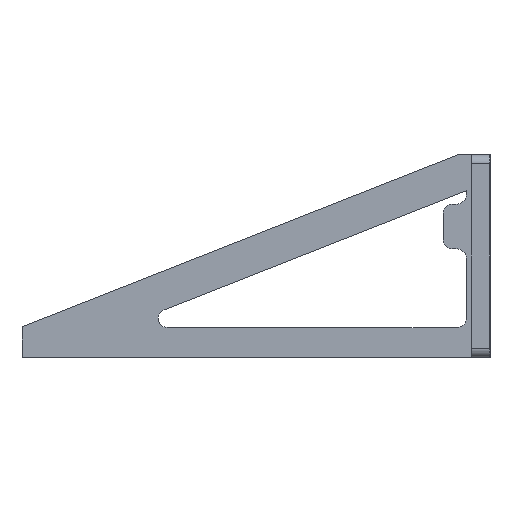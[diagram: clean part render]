
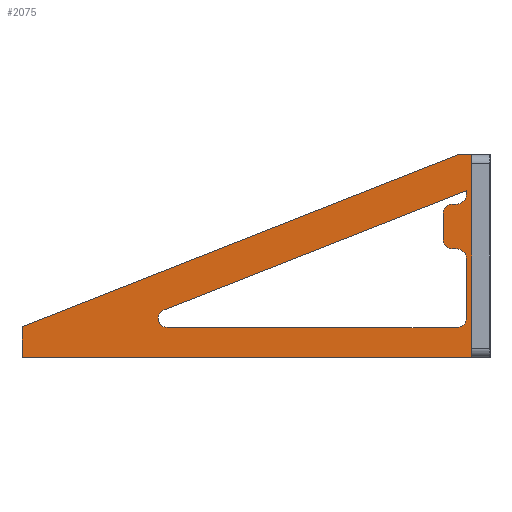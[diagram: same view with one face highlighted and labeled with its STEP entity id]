
A CAD part, left-side view. The second image highlights one B-rep face of the part: STEP entity #2075.
In plain terms, the highlighted planar face has unit normal (-1, 0, 0).
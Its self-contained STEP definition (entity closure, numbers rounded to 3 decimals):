
#1410=CARTESIAN_POINT('',(969.6,22.4,119.13));
#1411=VERTEX_POINT('',#1410);
#1452=CARTESIAN_POINT('',(969.6,-77.,119.13));
#1453=VERTEX_POINT('',#1452);
#1460=CARTESIAN_POINT('',(969.6,22.4,119.13));
#1461=DIRECTION('',(0.,-1.,0.));
#1462=VECTOR('',#1461,99.4);
#1463=LINE('',#1460,#1462);
#1464=EDGE_CURVE('',#1411,#1453,#1463,.T.);
#1572=CARTESIAN_POINT('',(969.6,22.4,125.864));
#1573=VERTEX_POINT('',#1572);
#1574=CARTESIAN_POINT('',(969.6,22.4,119.13));
#1575=DIRECTION('',(0.,0.,1.));
#1576=VECTOR('',#1575,6.734);
#1577=LINE('',#1574,#1576);
#1578=EDGE_CURVE('',#1411,#1573,#1577,.T.);
#1834=CARTESIAN_POINT('',(969.6,-73.013,163.53));
#1835=VERTEX_POINT('',#1834);
#1842=CARTESIAN_POINT('',(969.6,-77.,163.53));
#1843=VERTEX_POINT('',#1842);
#1844=CARTESIAN_POINT('',(969.6,-73.013,163.53));
#1845=DIRECTION('',(0.,-1.,0.));
#1846=VECTOR('',#1845,3.987);
#1847=LINE('',#1844,#1846);
#1848=EDGE_CURVE('',#1835,#1843,#1847,.T.);
#1941=CARTESIAN_POINT('',(969.6,33.,140.905));
#1942=DIRECTION('',(1.,0.,-0.));
#1943=DIRECTION('',(-0.,1.,0.));
#1944=AXIS2_PLACEMENT_3D('',#1941,#1942,#1943);
#1945=PLANE('',#1944);
#1946=CARTESIAN_POINT('',(969.6,-8.699,129.54));
#1947=VERTEX_POINT('',#1946);
#1948=CARTESIAN_POINT('',(969.6,-74.8,155.635));
#1949=VERTEX_POINT('',#1948);
#1950=CARTESIAN_POINT('',(969.6,-8.699,129.54));
#1951=DIRECTION('',(0.,-0.93,0.367));
#1952=VECTOR('',#1951,71.065);
#1953=LINE('',#1950,#1952);
#1954=EDGE_CURVE('',#1947,#1949,#1953,.T.);
#1955=ORIENTED_EDGE('',*,*,#1954,.T.);
#1956=CARTESIAN_POINT('',(969.6,-74.8,154.68));
#1957=VERTEX_POINT('',#1956);
#1958=CARTESIAN_POINT('',(969.6,-74.8,155.635));
#1959=DIRECTION('',(-0.,-0.,-1.));
#1960=VECTOR('',#1959,0.955);
#1961=LINE('',#1958,#1960);
#1962=EDGE_CURVE('',#1949,#1957,#1961,.T.);
#1963=ORIENTED_EDGE('',*,*,#1962,.T.);
#1964=CARTESIAN_POINT('',(969.6,-72.8,152.68));
#1965=VERTEX_POINT('',#1964);
#1966=CARTESIAN_POINT('',(969.6,-72.8,154.68));
#1967=DIRECTION('',(1.,0.,-0.));
#1968=DIRECTION('',(-0.,1.,0.));
#1969=AXIS2_PLACEMENT_3D('',#1966,#1967,#1968);
#1970=CIRCLE('',#1969,2.);
#1971=EDGE_CURVE('',#1957,#1965,#1970,.T.);
#1972=ORIENTED_EDGE('',*,*,#1971,.T.);
#1973=CARTESIAN_POINT('',(969.6,-71.8,152.68));
#1974=VERTEX_POINT('',#1973);
#1975=CARTESIAN_POINT('',(969.6,-72.8,152.68));
#1976=DIRECTION('',(-0.,1.,0.));
#1977=VECTOR('',#1976,1.);
#1978=LINE('',#1975,#1977);
#1979=EDGE_CURVE('',#1965,#1974,#1978,.T.);
#1980=ORIENTED_EDGE('',*,*,#1979,.T.);
#1981=CARTESIAN_POINT('',(969.6,-69.8,150.68));
#1982=VERTEX_POINT('',#1981);
#1983=CARTESIAN_POINT('',(969.6,-71.8,150.68));
#1984=DIRECTION('',(-1.,-0.,0.));
#1985=DIRECTION('',(-0.,1.,0.));
#1986=AXIS2_PLACEMENT_3D('',#1983,#1984,#1985);
#1987=CIRCLE('',#1986,2.);
#1988=EDGE_CURVE('',#1974,#1982,#1987,.T.);
#1989=ORIENTED_EDGE('',*,*,#1988,.T.);
#1990=CARTESIAN_POINT('',(969.6,-69.8,144.88));
#1991=VERTEX_POINT('',#1990);
#1992=CARTESIAN_POINT('',(969.6,-69.8,150.68));
#1993=DIRECTION('',(-0.,-0.,-1.));
#1994=VECTOR('',#1993,5.8);
#1995=LINE('',#1992,#1994);
#1996=EDGE_CURVE('',#1982,#1991,#1995,.T.);
#1997=ORIENTED_EDGE('',*,*,#1996,.T.);
#1998=CARTESIAN_POINT('',(969.6,-71.8,142.88));
#1999=VERTEX_POINT('',#1998);
#2000=CARTESIAN_POINT('',(969.6,-71.8,144.88));
#2001=DIRECTION('',(-1.,-0.,0.));
#2002=DIRECTION('',(-0.,1.,0.));
#2003=AXIS2_PLACEMENT_3D('',#2000,#2001,#2002);
#2004=CIRCLE('',#2003,2.);
#2005=EDGE_CURVE('',#1991,#1999,#2004,.T.);
#2006=ORIENTED_EDGE('',*,*,#2005,.T.);
#2007=CARTESIAN_POINT('',(969.6,-72.8,142.88));
#2008=VERTEX_POINT('',#2007);
#2009=CARTESIAN_POINT('',(969.6,-71.8,142.88));
#2010=DIRECTION('',(0.,-1.,0.));
#2011=VECTOR('',#2010,1.);
#2012=LINE('',#2009,#2011);
#2013=EDGE_CURVE('',#1999,#2008,#2012,.T.);
#2014=ORIENTED_EDGE('',*,*,#2013,.T.);
#2015=CARTESIAN_POINT('',(969.6,-74.8,140.88));
#2016=VERTEX_POINT('',#2015);
#2017=CARTESIAN_POINT('',(969.6,-72.8,140.88));
#2018=DIRECTION('',(1.,0.,-0.));
#2019=DIRECTION('',(-0.,1.,0.));
#2020=AXIS2_PLACEMENT_3D('',#2017,#2018,#2019);
#2021=CIRCLE('',#2020,2.);
#2022=EDGE_CURVE('',#2008,#2016,#2021,.T.);
#2023=ORIENTED_EDGE('',*,*,#2022,.T.);
#2024=CARTESIAN_POINT('',(969.6,-74.8,127.68));
#2025=VERTEX_POINT('',#2024);
#2026=CARTESIAN_POINT('',(969.6,-74.8,140.88));
#2027=DIRECTION('',(-0.,-0.,-1.));
#2028=VECTOR('',#2027,13.2);
#2029=LINE('',#2026,#2028);
#2030=EDGE_CURVE('',#2016,#2025,#2029,.T.);
#2031=ORIENTED_EDGE('',*,*,#2030,.T.);
#2032=CARTESIAN_POINT('',(969.6,-72.8,125.68));
#2033=VERTEX_POINT('',#2032);
#2034=CARTESIAN_POINT('',(969.6,-72.8,127.68));
#2035=DIRECTION('',(1.,0.,-0.));
#2036=DIRECTION('',(-0.,1.,0.));
#2037=AXIS2_PLACEMENT_3D('',#2034,#2035,#2036);
#2038=CIRCLE('',#2037,2.);
#2039=EDGE_CURVE('',#2025,#2033,#2038,.T.);
#2040=ORIENTED_EDGE('',*,*,#2039,.T.);
#2041=CARTESIAN_POINT('',(969.6,-9.433,125.68));
#2042=VERTEX_POINT('',#2041);
#2043=CARTESIAN_POINT('',(969.6,-72.8,125.68));
#2044=DIRECTION('',(-0.,1.,0.));
#2045=VECTOR('',#2044,63.367);
#2046=LINE('',#2043,#2045);
#2047=EDGE_CURVE('',#2033,#2042,#2046,.T.);
#2048=ORIENTED_EDGE('',*,*,#2047,.T.);
#2049=CARTESIAN_POINT('',(969.6,-9.433,127.68));
#2050=DIRECTION('',(1.,0.,-0.));
#2051=DIRECTION('',(-0.,1.,0.));
#2052=AXIS2_PLACEMENT_3D('',#2049,#2050,#2051);
#2053=CIRCLE('',#2052,2.);
#2054=EDGE_CURVE('',#2042,#1947,#2053,.T.);
#2055=ORIENTED_EDGE('',*,*,#2054,.T.);
#2056=EDGE_LOOP('',(#1955,#1963,#1972,#1980,#1989,#1997,#2006,#2014,#2023,#2031,#2040,#2048,#2055));
#2057=FACE_BOUND('',#2056,.T.);
#2058=CARTESIAN_POINT('',(969.6,22.4,125.864));
#2059=DIRECTION('',(0.,-0.93,0.367));
#2060=VECTOR('',#2059,102.579);
#2061=LINE('',#2058,#2060);
#2062=EDGE_CURVE('',#1573,#1835,#2061,.T.);
#2063=ORIENTED_EDGE('',*,*,#2062,.F.);
#2064=ORIENTED_EDGE('',*,*,#1578,.F.);
#2065=ORIENTED_EDGE('',*,*,#1464,.T.);
#2066=CARTESIAN_POINT('',(969.6,-77.,119.13));
#2067=DIRECTION('',(0.,0.,1.));
#2068=VECTOR('',#2067,44.4);
#2069=LINE('',#2066,#2068);
#2070=EDGE_CURVE('',#1453,#1843,#2069,.T.);
#2071=ORIENTED_EDGE('',*,*,#2070,.T.);
#2072=ORIENTED_EDGE('',*,*,#1848,.F.);
#2073=EDGE_LOOP('',(#2063,#2064,#2065,#2071,#2072));
#2074=FACE_BOUND('',#2073,.T.);
#2075=ADVANCED_FACE('',(#2057,#2074),#1945,.F.);
